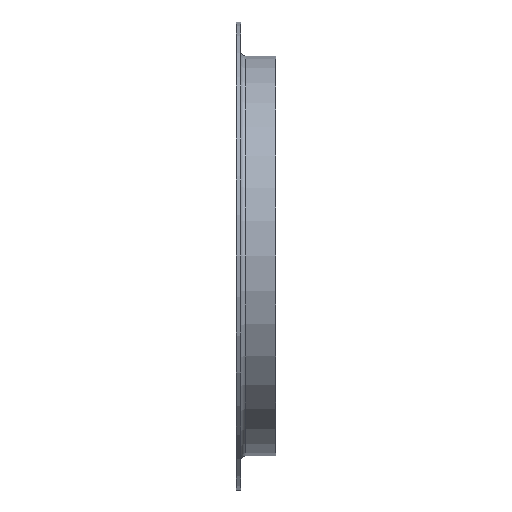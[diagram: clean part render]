
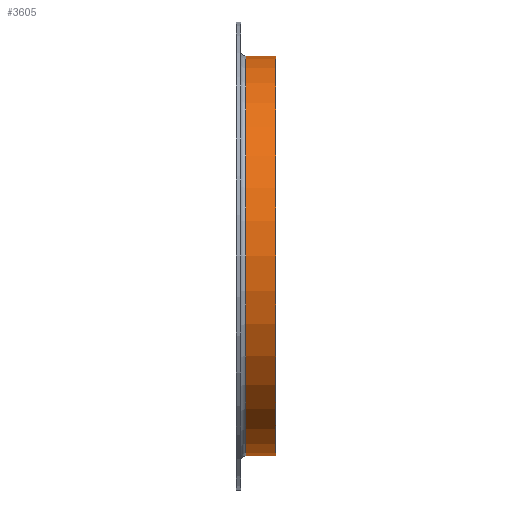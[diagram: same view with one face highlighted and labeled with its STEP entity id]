
A CAD part, front view. The second image highlights one B-rep face of the part: STEP entity #3605.
In plain terms, the highlighted cylindrical face has radius 228.6 mm (diameter 457.2 mm), a full revolution.
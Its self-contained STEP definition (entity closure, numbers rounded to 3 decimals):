
#139 = CARTESIAN_POINT ( 'NONE',  ( 11., 0., 0. ) ) ;
#1186 = EDGE_LOOP ( 'NONE', ( #11220 ) ) ;
#1263 = CIRCLE ( 'NONE', #6173, 228.6 ) ;
#2384 = AXIS2_PLACEMENT_3D ( 'NONE', #8675, #13120, #6174 ) ;
#3523 = DIRECTION ( 'NONE',  ( -1., 0., 0. ) ) ;
#3605 = ADVANCED_FACE ( 'NONE', ( #14286, #4285 ), #13189, .T. ) ;
#3869 = EDGE_LOOP ( 'NONE', ( #12709 ) ) ;
#4132 = DIRECTION ( 'NONE',  ( -1., 0., 0. ) ) ;
#4285 = FACE_OUTER_BOUND ( 'NONE', #1186, .T. ) ;
#5220 = CARTESIAN_POINT ( 'NONE',  ( 45., 0., 0. ) ) ;
#5659 = EDGE_CURVE ( 'NONE', #6394, #6394, #1263, .T. ) ;
#6173 = AXIS2_PLACEMENT_3D ( 'NONE', #5220, #4132, #8595 ) ;
#6174 = DIRECTION ( 'NONE',  ( 0., 0., 1. ) ) ;
#6359 = AXIS2_PLACEMENT_3D ( 'NONE', #139, #3523, #6882 ) ;
#6394 = VERTEX_POINT ( 'NONE', #9771 ) ;
#6882 = DIRECTION ( 'NONE',  ( 0., 0., 1. ) ) ;
#7089 = EDGE_CURVE ( 'NONE', #11174, #11174, #13822, .T. ) ;
#8595 = DIRECTION ( 'NONE',  ( 0., 0., 1. ) ) ;
#8675 = CARTESIAN_POINT ( 'NONE',  ( 0., 0., 0. ) ) ;
#8955 = CARTESIAN_POINT ( 'NONE',  ( 11., 0., 228.6 ) ) ;
#9771 = CARTESIAN_POINT ( 'NONE',  ( 45., 0., 228.6 ) ) ;
#11174 = VERTEX_POINT ( 'NONE', #8955 ) ;
#11220 = ORIENTED_EDGE ( 'NONE', *, *, #5659, .T. ) ;
#12709 = ORIENTED_EDGE ( 'NONE', *, *, #7089, .F. ) ;
#13120 = DIRECTION ( 'NONE',  ( -1., 0., 0. ) ) ;
#13189 = CYLINDRICAL_SURFACE ( 'NONE', #2384, 228.6 ) ;
#13822 = CIRCLE ( 'NONE', #6359, 228.6 ) ;
#14286 = FACE_OUTER_BOUND ( 'NONE', #3869, .T. ) ;
